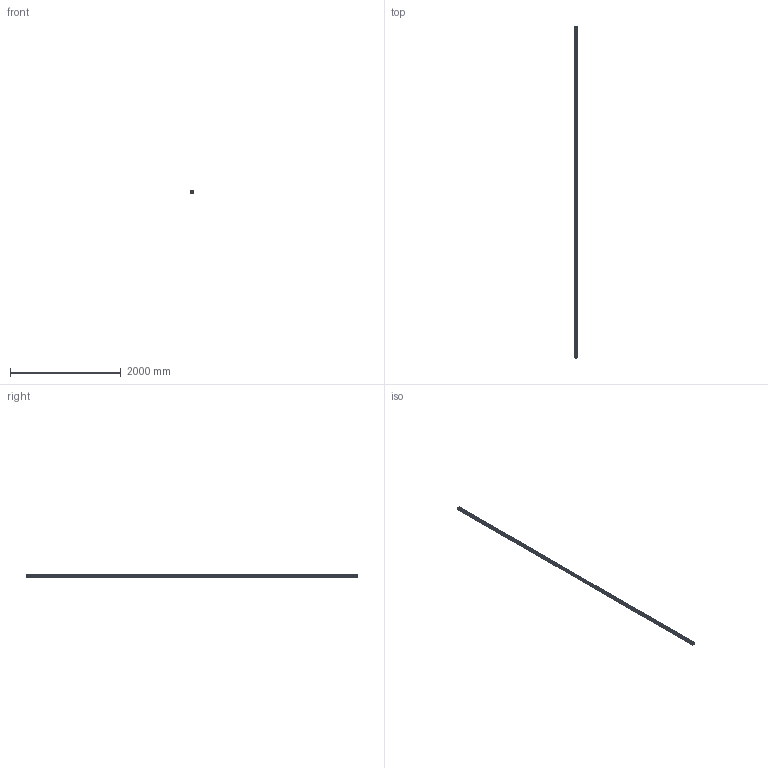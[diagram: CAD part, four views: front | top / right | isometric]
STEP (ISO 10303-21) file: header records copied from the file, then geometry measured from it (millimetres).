
FILE_DESCRIPTION(/* description */ (''),/* implementation_level */ '2;1');
FILE_NAME(/* name */ '1122945',/* time_stamp */ '2014-08-20T15:01:27+02:00',/* author */ (''),/* organization */ (''),/* preprocessor_version */ 'ST-DEVELOPER v15',/* originating_system */ '',/* authorisation */ '');
FILE_SCHEMA (('AUTOMOTIVE_DESIGN'));
Length unit declared in the file: millimetre
Products named in the file (3): Document; Block 02
Assembly tree (2 placements, depth 3):
  Document
    Document
      Block 02
Bounding box: 41 x 6000 x 42 mm (x, y, z)
Volume: 2301055.3 mm3; surface area: 2365045 mm2
Topology: 2 solids, 2 shells, 120 faces, 348 edges, 232 vertices
Faces by surface type: plane 62, bspline 58
Entity records: 3928 total; most frequent: CARTESIAN_POINT 1844, ORIENTED_EDGE 696, EDGE_CURVE 348, VERTEX_POINT 232, EDGE_LOOP 160, ADVANCED_FACE 120, FACE_OUTER_BOUND 120, B_SPLINE_CURVE_WITH_KNOTS 106
